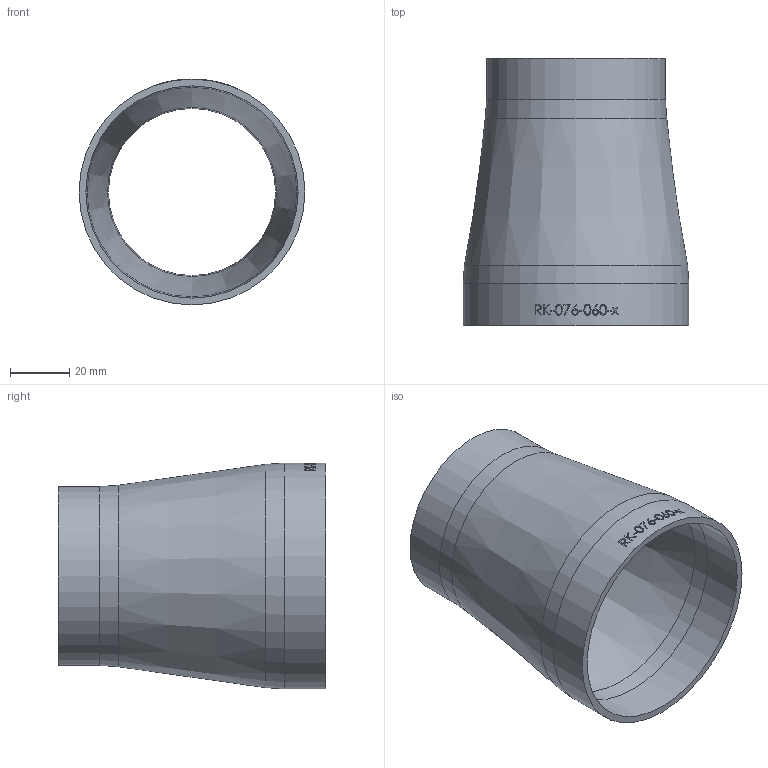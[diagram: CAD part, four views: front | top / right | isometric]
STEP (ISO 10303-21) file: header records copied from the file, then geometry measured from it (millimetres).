
FILE_DESCRIPTION (( 'STEP AP214' ), '1' );
FILE_NAME ('RK-076-060-x Reduzierung 76,1x60,3x2,3x2,0 BL90 1909.STEP', '2019-09-09T14:24:20', ( '' ), ( '' ), 'SwSTEP 2.0', 'SolidWorks 2016', '' );
FILE_SCHEMA (( 'AUTOMOTIVE_DESIGN' ));
Length unit declared in the file: millimetre
Products named in the file (1): RK-076-060-x Reduzierung 76,1x60,3x2,3x2,0 BL90 1909
Bounding box: 76.1 x 90 x 76.1 mm (x, y, z)
Volume: 40584.7 mm3; surface area: 38464.8 mm2
Topology: 1 solids, 1 shells, 138 faces, 346 edges, 228 vertices
Faces by surface type: bspline 74, plane 36, cylinder 22, torus 4, cone 2
Full cylindrical faces by diameter (mm): 56.3 x1, 60.3 x1, 71.5 x1, 76.1 x1
Entity records: 14723 total; most frequent: CARTESIAN_POINT 10726, ORIENTED_EDGE 672, EDGE_CURVE 336, DIRECTION 287, B_SPLINE_CURVE_WITH_KNOTS 233, VERTEX_POINT 228, EDGE_LOOP 168, FACE_OUTER_BOUND 146
